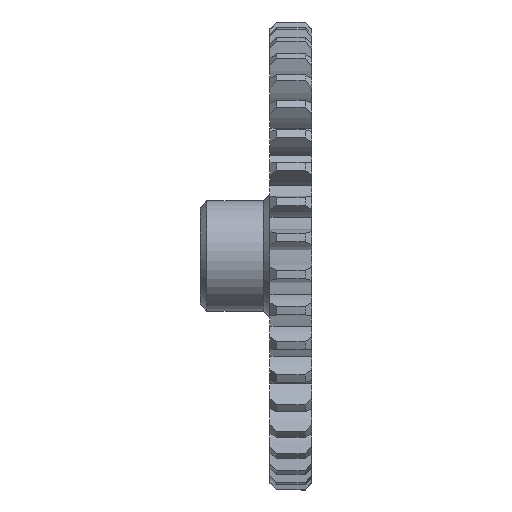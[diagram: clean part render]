
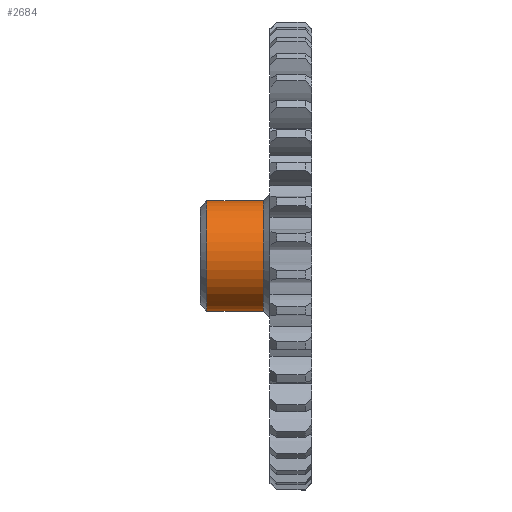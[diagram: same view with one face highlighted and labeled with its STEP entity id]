
A CAD part, front view. The second image highlights one B-rep face of the part: STEP entity #2684.
In plain terms, the highlighted cylindrical face has radius 6.337 mm (diameter 12.675 mm), a partial arc.
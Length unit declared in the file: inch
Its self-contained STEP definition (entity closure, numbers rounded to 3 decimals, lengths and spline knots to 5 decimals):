
#274 = CARTESIAN_POINT ( 'NONE',  ( -0.4375, -0.0325, 0.24737 ) ) ;
#431 = VECTOR ( 'NONE', #3296, 39.37008 ) ;
#526 = CARTESIAN_POINT ( 'NONE',  ( -0.2825, 0., 0. ) ) ;
#1763 = DIRECTION ( 'NONE',  ( 0., 0., -1. ) ) ;
#1790 = DIRECTION ( 'NONE',  ( 1., 0., 0. ) ) ;
#1812 = DIRECTION ( 'NONE',  ( -1., 0., 0. ) ) ;
#2053 = CYLINDRICAL_SURFACE ( 'NONE', #2436, 0.2495 ) ;
#2435 = ORIENTED_EDGE ( 'NONE', *, *, #5865, .F. ) ;
#2436 = AXIS2_PLACEMENT_3D ( 'NONE', #5761, #7014, #3636 ) ;
#2684 = ADVANCED_FACE ( 'NONE', ( #4201 ), #2053, .T. ) ;
#2845 = CARTESIAN_POINT ( 'NONE',  ( -0.03, -0.0325, -0.24737 ) ) ;
#2927 = AXIS2_PLACEMENT_3D ( 'NONE', #526, #8274, #3275 ) ;
#3046 = LINE ( 'NONE', #274, #4017 ) ;
#3255 = CARTESIAN_POINT ( 'NONE',  ( -0.2825, -0.0325, 0.24737 ) ) ;
#3275 = DIRECTION ( 'NONE',  ( 0., 0., 1. ) ) ;
#3296 = DIRECTION ( 'NONE',  ( -1., 0., 0. ) ) ;
#3636 = DIRECTION ( 'NONE',  ( 0., 0., -1. ) ) ;
#4017 = VECTOR ( 'NONE', #1790, 39.37008 ) ;
#4201 = FACE_OUTER_BOUND ( 'NONE', #9018, .T. ) ;
#4830 = LINE ( 'NONE', #8343, #431 ) ;
#5089 = EDGE_CURVE ( 'NONE', #7159, #8425, #4830, .T. ) ;
#5761 = CARTESIAN_POINT ( 'NONE',  ( -0.4375, 0., 0. ) ) ;
#5797 = ORIENTED_EDGE ( 'NONE', *, *, #7882, .T. ) ;
#5865 = EDGE_CURVE ( 'NONE', #8510, #7871, #3046, .T. ) ;
#6835 = EDGE_CURVE ( 'NONE', #8510, #8425, #7078, .T. ) ;
#6895 = CARTESIAN_POINT ( 'NONE',  ( -0.2825, -0.0325, -0.24737 ) ) ;
#6981 = ORIENTED_EDGE ( 'NONE', *, *, #6835, .T. ) ;
#7014 = DIRECTION ( 'NONE',  ( 1., 0., 0. ) ) ;
#7078 = CIRCLE ( 'NONE', #2927, 0.2495 ) ;
#7159 = VERTEX_POINT ( 'NONE', #2845 ) ;
#7209 = AXIS2_PLACEMENT_3D ( 'NONE', #7990, #1812, #1763 ) ;
#7365 = CIRCLE ( 'NONE', #7209, 0.2495 ) ;
#7871 = VERTEX_POINT ( 'NONE', #8829 ) ;
#7882 = EDGE_CURVE ( 'NONE', #7159, #7871, #7365, .T. ) ;
#7990 = CARTESIAN_POINT ( 'NONE',  ( -0.03, 0., 0. ) ) ;
#8118 = ORIENTED_EDGE ( 'NONE', *, *, #5089, .F. ) ;
#8274 = DIRECTION ( 'NONE',  ( 1., 0., 0. ) ) ;
#8343 = CARTESIAN_POINT ( 'NONE',  ( -0.4375, -0.0325, -0.24737 ) ) ;
#8425 = VERTEX_POINT ( 'NONE', #6895 ) ;
#8510 = VERTEX_POINT ( 'NONE', #3255 ) ;
#8829 = CARTESIAN_POINT ( 'NONE',  ( -0.03, -0.0325, 0.24737 ) ) ;
#9018 = EDGE_LOOP ( 'NONE', ( #8118, #5797, #2435, #6981 ) ) ;
